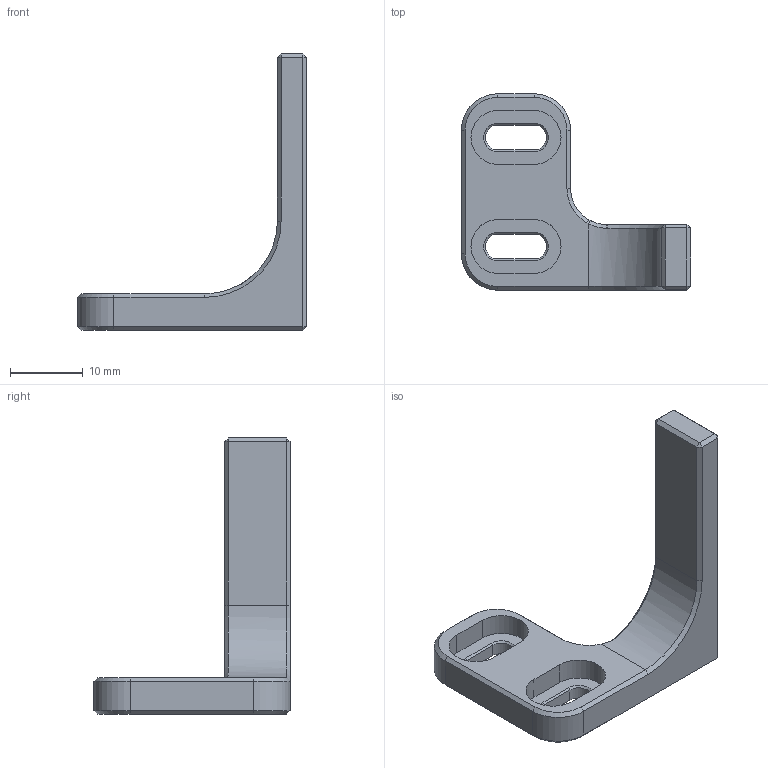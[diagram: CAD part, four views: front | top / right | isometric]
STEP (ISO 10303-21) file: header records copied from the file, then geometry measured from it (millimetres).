
FILE_DESCRIPTION(/* description */ (''),/* implementation_level */ '2;1');
FILE_NAME(/* name */ 'Voron 2.4 front nozzle wiper mount v3.step',/* time_stamp */ '2025-08-27T13:41:52-05:00',/* author */ (''),/* organization */ (''),/* preprocessor_version */ 'ST-DEVELOPER v20.1',/* originating_system */ 'Autodesk Translation Framework v14.10.0.0',/* authorisation */ '');
FILE_SCHEMA (('AUTOMOTIVE_DESIGN { 1 0 10303 214 3 1 1 }'));
Length unit declared in the file: millimetre
Products named in the file (1): Voron 2.4 front nozzle wiper mount
Bounding box: 31.5 x 27 x 38 mm (x, y, z)
Volume: 3465 mm3; surface area: 2556 mm2
Topology: 1 solids, 1 shells, 78 faces, 176 edges, 102 vertices
Faces by surface type: plane 48, cone 14, cylinder 13, bspline 3
Entity records: 2195 total; most frequent: CARTESIAN_POINT 420, DIRECTION 362, ORIENTED_EDGE 352, EDGE_CURVE 176, LINE 130, VECTOR 130, AXIS2_PLACEMENT_3D 116, VERTEX_POINT 102
